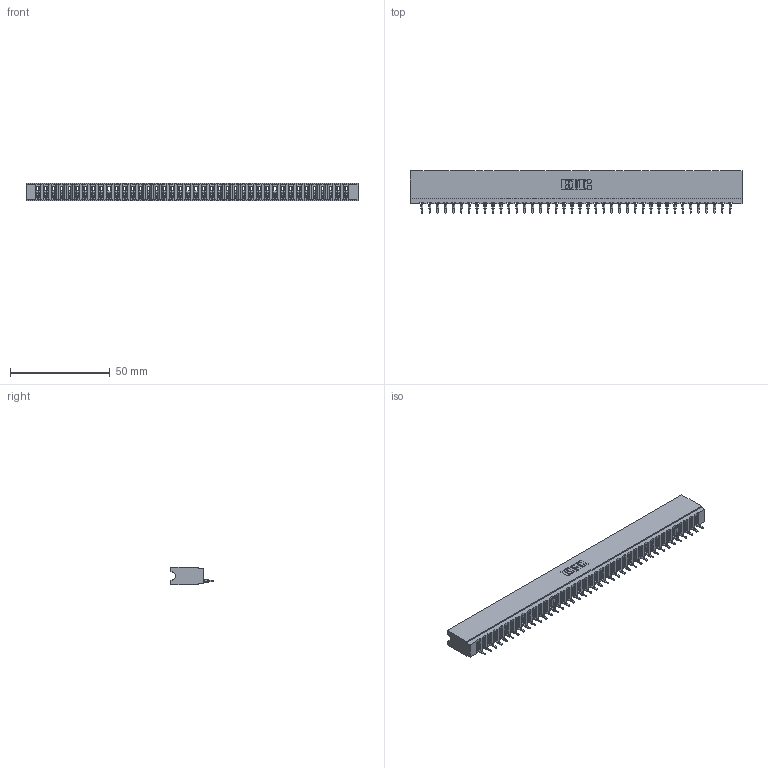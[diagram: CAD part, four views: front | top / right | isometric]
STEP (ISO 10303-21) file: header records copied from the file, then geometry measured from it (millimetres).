
FILE_DESCRIPTION (( 'STEP AP203' ), '1' );
FILE_NAME ('737-040-525-106.STEP', '2026-02-25T00:20:44', ( '' ), ( '' ), 'SwSTEP 2.0', 'SolidWorks 2023', '' );
FILE_SCHEMA (( 'CONFIG_CONTROL_DESIGN' ));
Length unit declared in the file: millimetre
Products named in the file (3): 737 Part_Insulator Option - 06; 737-040-525-106; 745-292-001_525
Assembly tree (41 placements, depth 2):
  737-040-525-106
    737 Part_Insulator Option - 06
    745-292-001_525  x40
Bounding box: 166.37 x 21.22 x 8.89 mm (x, y, z)
Volume: 15972.1 mm3; surface area: 21636.1 mm2
Topology: 41 solids, 41 shells, 4615 faces, 12697 edges, 8010 vertices
Faces by surface type: plane 2775, cylinder 800, bspline 800, torus 240
Entity records: 67641 total; most frequent: CARTESIAN_POINT 12428, ORIENTED_EDGE 11900, DIRECTION 10308, EDGE_CURVE 5950, VECTOR 5528, LINE 5528, VERTEX_POINT 3798, AXIS2_PLACEMENT_3D 2390
